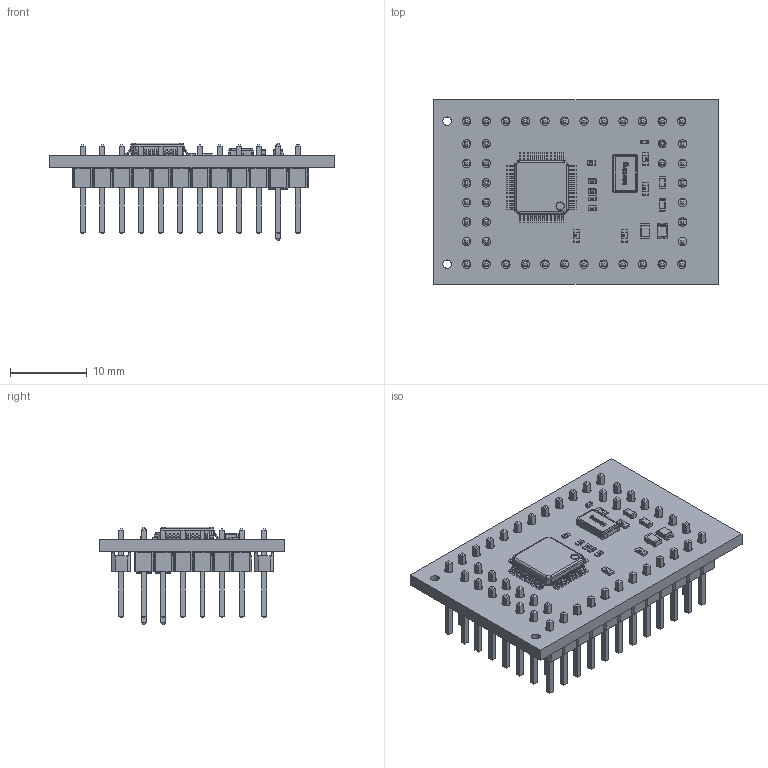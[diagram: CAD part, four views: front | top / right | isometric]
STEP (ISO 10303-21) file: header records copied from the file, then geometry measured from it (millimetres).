
FILE_DESCRIPTION(('Open CASCADE Model'),'2;1');
FILE_NAME('Open CASCADE Shape Model','2024-11-10T11:22:11',('Author'),( 'Open CASCADE'),'Open CASCADE STEP processor 7.5','Open CASCADE 7.5' ,'Unknown');
FILE_SCHEMA(('AUTOMOTIVE_DESIGN { 1 0 10303 214 1 1 1 1 }'));
Length unit declared in the file: millimetre
Products named in the file (51): PCB; Board; Open CASCADE STEP translator 7.5 1.1.1; R4; User Library-Chip Resistor 1005X40; Y1; Download_STP_830059532 (rev1); Body; Pins; Cover; R3; User Library-Chip Resistor 1608X55; R2; IC1; QFP48P50_900X900X160L60X19N; X7; Pin Header 1x2 TH Pitch 2.54mm; Open CASCADE STEP translator 7.5 1.7.1.1; Open CASCADE STEP translator 7.5 1.7.1.2; Open CASCADE STEP translator 7.5 1.7.1.3; X5; 61300611121; 6130xx11121_PIN; R1; User Library-Chip Resistor 2012X70; C1; User Library-0402 SMD Capacitor; C10; User Library-0603 SMD Capacitor; C9; C8; C7; D1; 150080xS75000; base; cover; housing; marking; base_2; C2 ...
Assembly tree (78 placements, depth 4):
  PCB
    Board
      Open CASCADE STEP translator 7.5 1.1.1
    R4
      User Library-Chip Resistor 1005X40
    Y1
      Download_STP_830059532 (rev1)
        Body
        Pins
        Cover
    R3
      User Library-Chip Resistor 1608X55
    R2
      User Library-Chip Resistor 1608X55
    IC1
      QFP48P50_900X900X160L60X19N
    X7
      Pin Header 1x2 TH Pitch 2.54mm
        Open CASCADE STEP translator 7.5 1.7.1.1
        Open CASCADE STEP translator 7.5 1.7.1.2
        Open CASCADE STEP translator 7.5 1.7.1.3
    X5
      61300611121
        6130xx11121_PIN  x6
        61300611121
    R1
      User Library-Chip Resistor 2012X70
    C1
      User Library-0402 SMD Capacitor
    C10
      User Library-0603 SMD Capacitor
    C9
      User Library-0603 SMD Capacitor
    C8
      User Library-0603 SMD Capacitor
    C7
      User Library-0603 SMD Capacitor
    D1
      150080xS75000
        base
        cover
        housing
        marking  x2
        base_2
    C2
      User Library-0402 SMD Capacitor
    C4
      User Library-0402 SMD Capacitor
    C5
      User Library-0402 SMD Capacitor
    C3
      User Library-0402 SMD Capacitor
    X4
      61300611121
        6130xx11121_PIN  x6
        61300611121
    X3
      61300611121
        6130xx11121_PIN  x6
        61300611121
Bounding box: 37 x 24 x 12.73 mm (x, y, z)
Volume: 2202 mm3; surface area: 5367.1 mm2
Topology: 124 solids, 126 shells, 3288 faces, 8133 edges, 5031 vertices
Faces by surface type: plane 2315, cylinder 572, bspline 275, sphere 124, torus 2
Full cylindrical faces by diameter (mm): 1 x2, 1.1 x44
Entity records: 66726 total; most frequent: CARTESIAN_POINT 14142, ORIENTED_EDGE 8738, DIRECTION 8096, EDGE_CURVE 4373, LINE 3142, VECTOR 3142, VERTEX_POINT 2816, AXIS2_PLACEMENT_3D 2477
